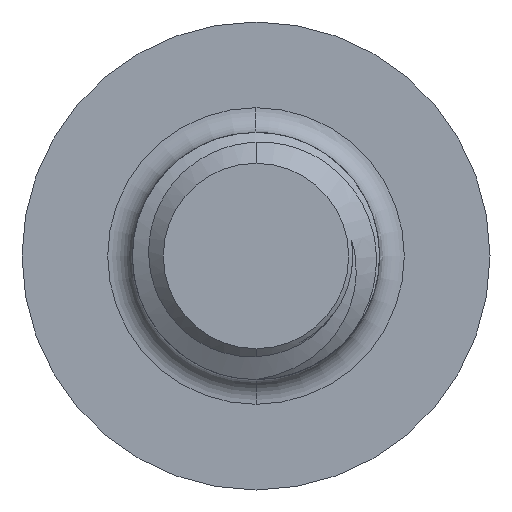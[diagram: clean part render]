
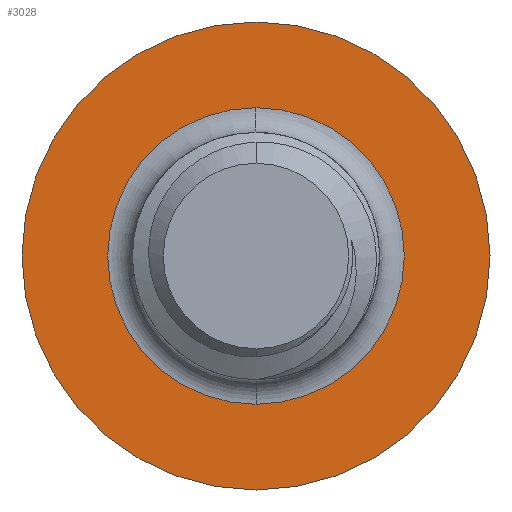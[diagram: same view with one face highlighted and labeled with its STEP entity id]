
A CAD part, left-side view. The second image highlights one B-rep face of the part: STEP entity #3028.
In plain terms, the highlighted planar face has unit normal (-1, 0, 0).
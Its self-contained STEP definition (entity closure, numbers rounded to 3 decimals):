
#46 = ORIENTED_EDGE ( 'NONE', *, *, #285, .F. ) ;
#107 = AXIS2_PLACEMENT_3D ( 'NONE', #2859, #2121, #3133 ) ;
#285 = EDGE_CURVE ( 'NONE', #3044, #3027, #302, .T. ) ;
#302 = CIRCLE ( 'NONE', #2536, 2.84 ) ;
#335 = PLANE ( 'NONE',  #3220 ) ;
#358 = CARTESIAN_POINT ( 'NONE',  ( 1.5, 0., -2.84 ) ) ;
#471 = CIRCLE ( 'NONE', #1791, 2.84 ) ;
#482 = AXIS2_PLACEMENT_3D ( 'NONE', #1788, #3021, #1781 ) ;
#608 = FACE_OUTER_BOUND ( 'NONE', #2522, .T. ) ;
#764 = ORIENTED_EDGE ( 'NONE', *, *, #3085, .T. ) ;
#864 = DIRECTION ( 'NONE',  ( -1., 0., 0. ) ) ;
#1009 = CARTESIAN_POINT ( 'NONE',  ( 1.5, 0., 0. ) ) ;
#1105 = CARTESIAN_POINT ( 'NONE',  ( 1.5, 0., -1.8 ) ) ;
#1155 = VERTEX_POINT ( 'NONE', #2742 ) ;
#1282 = DIRECTION ( 'NONE',  ( 1., 0., 0. ) ) ;
#1284 = ORIENTED_EDGE ( 'NONE', *, *, #1960, .F. ) ;
#1781 = DIRECTION ( 'NONE',  ( 0., 0., -1. ) ) ;
#1788 = CARTESIAN_POINT ( 'NONE',  ( 1.5, 0., 0. ) ) ;
#1791 = AXIS2_PLACEMENT_3D ( 'NONE', #1009, #2790, #2805 ) ;
#1806 = VERTEX_POINT ( 'NONE', #1105 ) ;
#1855 = CARTESIAN_POINT ( 'NONE',  ( 1.5, 0., 2.84 ) ) ;
#1917 = CIRCLE ( 'NONE', #482, 1.8 ) ;
#1960 = EDGE_CURVE ( 'NONE', #3027, #3044, #471, .T. ) ;
#2109 = CARTESIAN_POINT ( 'NONE',  ( 1.5, 2.84, 0. ) ) ;
#2119 = FACE_BOUND ( 'NONE', #2155, .T. ) ;
#2121 = DIRECTION ( 'NONE',  ( 1., 0., 0. ) ) ;
#2155 = EDGE_LOOP ( 'NONE', ( #764, #2802 ) ) ;
#2194 = CIRCLE ( 'NONE', #107, 1.8 ) ;
#2522 = EDGE_LOOP ( 'NONE', ( #1284, #46 ) ) ;
#2536 = AXIS2_PLACEMENT_3D ( 'NONE', #2546, #1282, #2561 ) ;
#2546 = CARTESIAN_POINT ( 'NONE',  ( 1.5, 0., 0. ) ) ;
#2561 = DIRECTION ( 'NONE',  ( 0., 0., -1. ) ) ;
#2624 = DIRECTION ( 'NONE',  ( 0., 0., 1. ) ) ;
#2742 = CARTESIAN_POINT ( 'NONE',  ( 1.5, 0., 1.8 ) ) ;
#2775 = EDGE_CURVE ( 'NONE', #1155, #1806, #1917, .T. ) ;
#2790 = DIRECTION ( 'NONE',  ( 1., 0., 0. ) ) ;
#2802 = ORIENTED_EDGE ( 'NONE', *, *, #2775, .T. ) ;
#2805 = DIRECTION ( 'NONE',  ( 0., 0., -1. ) ) ;
#2859 = CARTESIAN_POINT ( 'NONE',  ( 1.5, 0., 0. ) ) ;
#3021 = DIRECTION ( 'NONE',  ( 1., 0., 0. ) ) ;
#3027 = VERTEX_POINT ( 'NONE', #358 ) ;
#3028 = ADVANCED_FACE ( 'NONE', ( #2119, #608 ), #335, .T. ) ;
#3044 = VERTEX_POINT ( 'NONE', #1855 ) ;
#3085 = EDGE_CURVE ( 'NONE', #1806, #1155, #2194, .T. ) ;
#3133 = DIRECTION ( 'NONE',  ( 0., 0., -1. ) ) ;
#3220 = AXIS2_PLACEMENT_3D ( 'NONE', #2109, #864, #2624 ) ;
